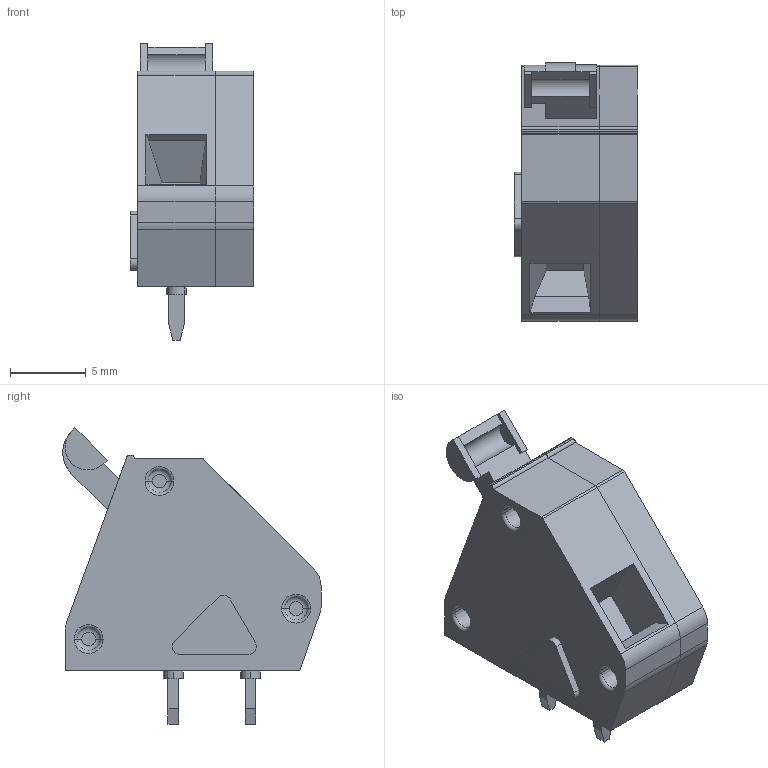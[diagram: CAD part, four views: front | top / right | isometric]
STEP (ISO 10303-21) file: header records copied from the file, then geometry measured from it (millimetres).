
FILE_DESCRIPTION(('Creo Elements/Direct Modeling STEP Export'),'2;1');
FILE_NAME('model.stp','2017-10-06T 9:30:53',(''),(''),'Creo Elements/Direct Modeling STEP processor for AP214 (Solid Model)','Creo Elements/Direct Modeling 18.1I 14-Aug-2016 (C) Parametric Technology GmbH','');
FILE_SCHEMA(('AUTOMOTIVE_DESIGN { 1 0 10303 214 1 1 1 1 }'));
Length unit declared in the file: millimetre
Products named in the file (4): ZFKDS_1.5-W-5.08; D-ZFKDS_1.5_DKL; Bohrloch.1; ZFKDSA_1.5-W-7.62
Assembly tree (4 placements, depth 2):
  ZFKDSA_1.5-W-7.62
    Bohrloch.1  x2
    D-ZFKDS_1.5_DKL
    ZFKDS_1.5-W-5.08
Bounding box: 8.12 x 16.99 x 19.5 mm (x, y, z)
Volume: 1181.6 mm3; surface area: 1366.3 mm2
Topology: 4 solids, 4 shells, 126 faces, 310 edges, 201 vertices
Faces by surface type: plane 74, cylinder 28, torus 12, extrusion 6, cone 6
Entity records: 4888 total; most frequent: CARTESIAN_POINT 887, ORIENTED_EDGE 608, DIRECTION 600, EDGE_CURVE 304, VECTOR 210, LINE 204, VERTEX_POINT 197, AXIS2_PLACEMENT_3D 195
